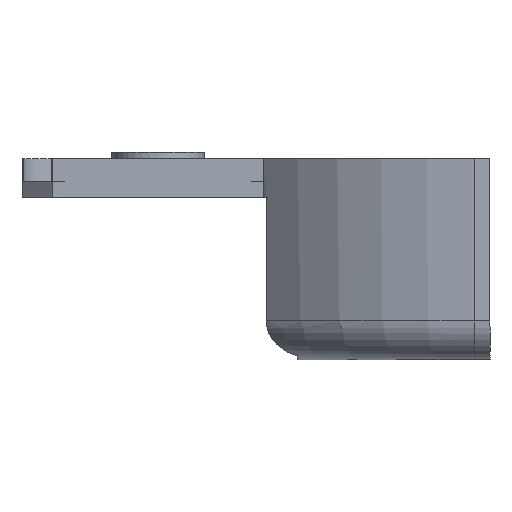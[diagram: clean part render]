
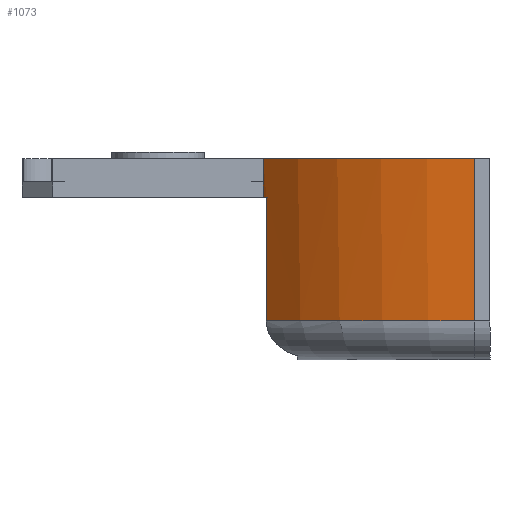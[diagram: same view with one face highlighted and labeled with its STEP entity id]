
A CAD part, left-side view. The second image highlights one B-rep face of the part: STEP entity #1073.
In plain terms, the highlighted cylindrical face has radius 36.252 mm (diameter 72.504 mm), a partial arc.
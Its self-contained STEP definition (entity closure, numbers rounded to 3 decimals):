
#52=CIRCLE('',#1103,36.252);
#63=CIRCLE('',#1127,36.252);
#84=CIRCLE('',#1165,36.252);
#110=CYLINDRICAL_SURFACE('',#1180,36.252);
#160=FACE_OUTER_BOUND('',#239,.T.);
#239=EDGE_LOOP('',(#924,#925,#926,#927,#928,#929));
#270=LINE('',#1590,#366);
#340=LINE('',#1829,#436);
#341=LINE('',#1831,#437);
#366=VECTOR('',#1250,10.);
#436=VECTOR('',#1464,10.);
#437=VECTOR('',#1467,10.);
#458=VERTEX_POINT('',#1539);
#462=VERTEX_POINT('',#1556);
#468=VERTEX_POINT('',#1589);
#490=VERTEX_POINT('',#1672);
#527=VERTEX_POINT('',#1777);
#528=VERTEX_POINT('',#1779);
#562=EDGE_CURVE('',#458,#462,#52,.T.);
#571=EDGE_CURVE('',#468,#462,#270,.T.);
#600=EDGE_CURVE('',#490,#468,#63,.T.);
#652=EDGE_CURVE('',#527,#528,#84,.T.);
#678=EDGE_CURVE('',#458,#528,#340,.T.);
#679=EDGE_CURVE('',#490,#527,#341,.T.);
#924=ORIENTED_EDGE('',*,*,#600,.T.);
#925=ORIENTED_EDGE('',*,*,#571,.T.);
#926=ORIENTED_EDGE('',*,*,#562,.F.);
#927=ORIENTED_EDGE('',*,*,#678,.T.);
#928=ORIENTED_EDGE('',*,*,#652,.F.);
#929=ORIENTED_EDGE('',*,*,#679,.F.);
#1073=ADVANCED_FACE('',(#160),#110,.T.);
#1103=AXIS2_PLACEMENT_3D('',#1557,#1234,#1235);
#1127=AXIS2_PLACEMENT_3D('',#1673,#1306,#1307);
#1165=AXIS2_PLACEMENT_3D('',#1780,#1413,#1414);
#1180=AXIS2_PLACEMENT_3D('',#1830,#1465,#1466);
#1234=DIRECTION('center_axis',(0.,0.,
-1.));
#1235=DIRECTION('ref_axis',(-0.914,0.406,0.));
#1250=DIRECTION('',(0.,0.,-1.));
#1306=DIRECTION('center_axis',(0.,0.,1.));
#1307=DIRECTION('ref_axis',(-0.658,0.753,0.));
#1413=DIRECTION('center_axis',(0.,0.,1.));
#1414=DIRECTION('ref_axis',(-0.658,0.753,0.));
#1464=DIRECTION('',(0.,0.,1.));
#1465=DIRECTION('center_axis',(0.,0.,1.));
#1466=DIRECTION('ref_axis',(-0.658,0.753,0.));
#1467=DIRECTION('',(0.,0.,1.));
#1539=CARTESIAN_POINT('',(-30.,-3.035,-6.86));
#1556=CARTESIAN_POINT('',(-18.029,23.885,-6.86));
#1557=CARTESIAN_POINT('Origin',(6.252,-3.035,-6.86));
#1589=CARTESIAN_POINT('',(-18.029,23.885,9.14));
#1590=CARTESIAN_POINT('',(-18.029,23.885,9.14));
#1672=CARTESIAN_POINT('',(-17.6,24.265,9.14));
#1673=CARTESIAN_POINT('Origin',(6.252,-3.035,9.14));
#1777=CARTESIAN_POINT('',(-17.6,24.265,14.14));
#1779=CARTESIAN_POINT('',(-30.,-3.035,14.14));
#1780=CARTESIAN_POINT('Origin',(6.252,-3.035,14.14));
#1829=CARTESIAN_POINT('',(-30.,-3.035,9.14));
#1830=CARTESIAN_POINT('Origin',(6.252,-3.035,9.14));
#1831=CARTESIAN_POINT('',(-17.6,24.265,9.14));
